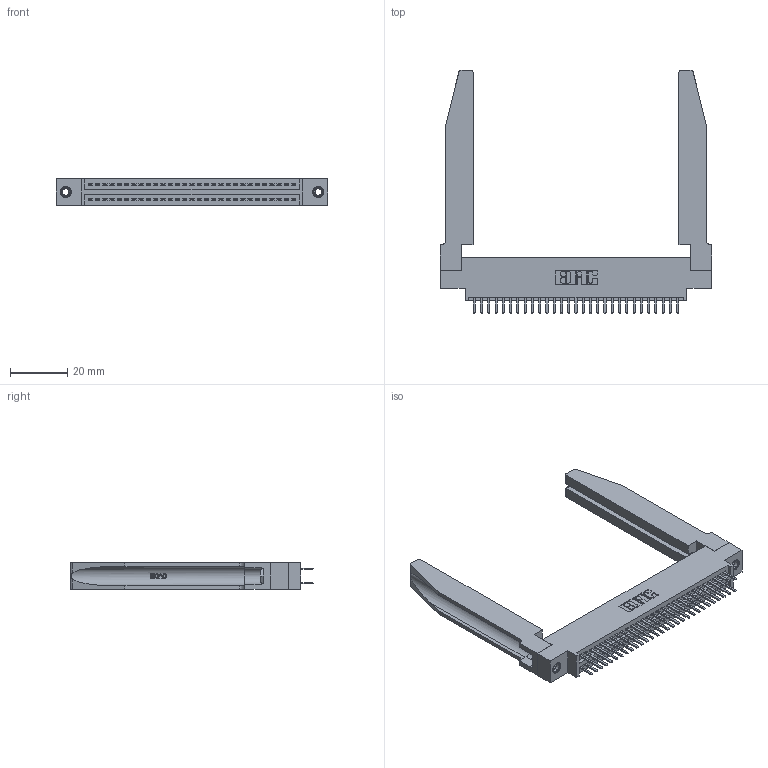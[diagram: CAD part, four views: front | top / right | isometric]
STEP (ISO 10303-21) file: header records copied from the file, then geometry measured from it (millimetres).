
FILE_DESCRIPTION (( 'STEP AP203' ), '1' );
FILE_NAME ('395-058-520-878.STEP', '2019-10-23T11:39:40', ( '' ), ( '' ), 'SwSTEP 2.0', 'SolidWorks 2016', '' );
FILE_SCHEMA (( 'CONFIG_CONTROL_DESIGN' ));
Length unit declared in the file: inch
Products named in the file (5): 345-220-078_345-220-078; 395-058-520-878; 345 Part_0.170 Offset - 0.156 Dia-TH; 345-292-001_345-293-120; 345-250-001_345-250-001-102
Assembly tree (63 placements, depth 2):
  395-058-520-878
    345 Part_0.170 Offset - 0.156 Dia-TH
    345-292-001_345-293-120  x58
    345-250-001_345-250-001-102  x2
    345-220-078_345-220-078  x2
Bounding box: 94.89 x 84.96 x 9.4 mm (x, y, z)
Volume: 16729 mm3; surface area: 19918.2 mm2
Topology: 63 solids, 63 shells, 3496 faces, 10067 edges, 6546 vertices
Faces by surface type: plane 2256, cylinder 1188, bspline 36, cone 12, torus 4
Entity records: 29490 total; most frequent: CARTESIAN_POINT 5887, ORIENTED_EDGE 4706, DIRECTION 4187, EDGE_CURVE 2353, LINE 2007, VECTOR 2007, VERTEX_POINT 1560, AXIS2_PLACEMENT_3D 1090
